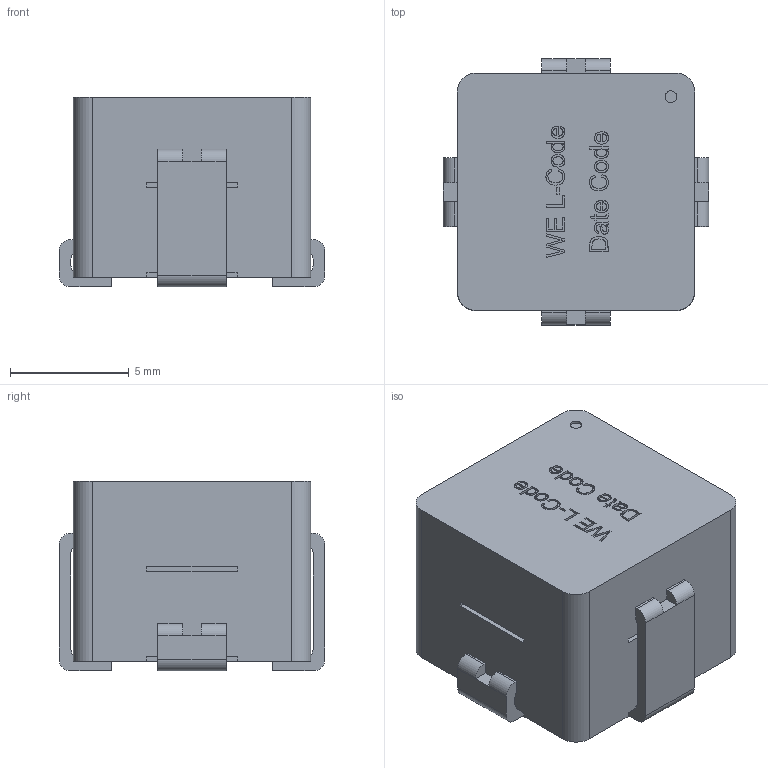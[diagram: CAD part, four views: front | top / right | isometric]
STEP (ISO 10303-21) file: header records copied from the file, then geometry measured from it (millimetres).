
FILE_DESCRIPTION(/* description */ ('Unknown'),/* implementation_level */ '2;1');
FILE_NAME(/* name */ 'L_Wurth_WE-LHMD-1008',/* time_stamp */ '2025-06-18T14:02:58+08:00',/* author */ ('Unknown'),/* organization */ ('Unknown'),/* preprocessor_version */ 'ST-DEVELOPER v19.4',/* originating_system */ 'Solid Edge',/* authorisation */ 'Unknown');
FILE_SCHEMA (('AUTOMOTIVE_DESIGN {1 0 10303 214 3 1 1}'));
Length unit declared in the file: millimetre
Products named in the file (2): L_Wurth_WE-LHMD-1008
Assembly tree (1 placements, depth 2):
  L_Wurth_WE-LHMD-1008
    L_Wurth_WE-LHMD-1008
Bounding box: 11.2 x 11.2 x 8 mm (x, y, z)
Volume: 775.3 mm3; surface area: 703.5 mm2
Topology: 1 solids, 1 shells, 243 faces, 625 edges, 414 vertices
Faces by surface type: plane 181, bspline 34, cylinder 28
Full cylindrical faces by diameter (mm): 0.5 x1
Entity records: 9878 total; most frequent: CARTESIAN_POINT 2702, ORIENTED_EDGE 1236, DIRECTION 876, EDGE_CURVE 618, VERTEX_POINT 414, LINE 354, VECTOR 354, EDGE_LOOP 284
